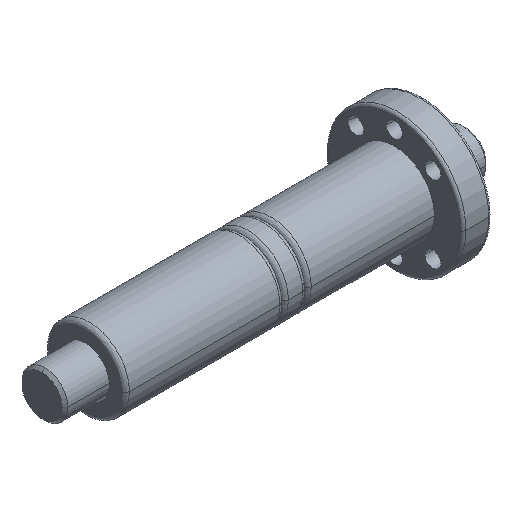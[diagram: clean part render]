
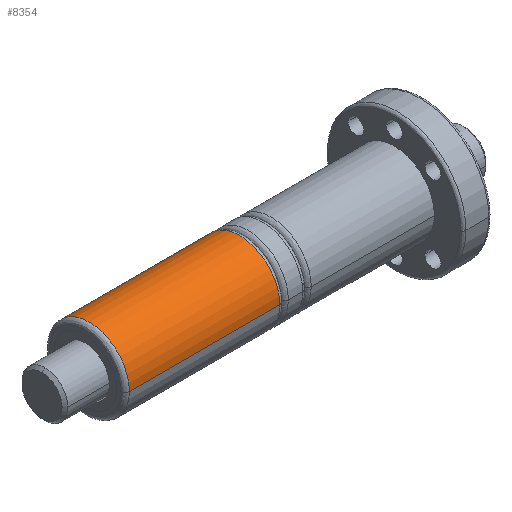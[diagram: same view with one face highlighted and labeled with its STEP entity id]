
A CAD part, isometric view. The second image highlights one B-rep face of the part: STEP entity #8354.
In plain terms, the highlighted cylindrical face has radius 14 mm (diameter 28 mm), a partial arc.
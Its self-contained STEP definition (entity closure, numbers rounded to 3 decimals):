
#1802 = CARTESIAN_POINT ( 'NONE',  ( -131.5, -14., 0. ) ) ;
#2200 = AXIS2_PLACEMENT_3D ( 'NONE', #9197, #4728, #2964 ) ;
#2540 = EDGE_CURVE ( 'NONE', #7539, #23877, #23951, .T. ) ;
#2964 = DIRECTION ( 'NONE',  ( 0., 1., 0. ) ) ;
#2997 = LINE ( 'NONE', #3603, #7529 ) ;
#3542 = VERTEX_POINT ( 'NONE', #22109 ) ;
#3603 = CARTESIAN_POINT ( 'NONE',  ( -148., 14., 0. ) ) ;
#4728 = DIRECTION ( 'NONE',  ( 1., 0., 0. ) ) ;
#5839 = CARTESIAN_POINT ( 'NONE',  ( -148., -14., 0. ) ) ;
#6600 = FACE_OUTER_BOUND ( 'NONE', #10471, .T. ) ;
#7092 = EDGE_CURVE ( 'NONE', #23877, #3542, #15671, .T. ) ;
#7312 = AXIS2_PLACEMENT_3D ( 'NONE', #23741, #12302, #14054 ) ;
#7529 = VECTOR ( 'NONE', #16918, 1000. ) ;
#7539 = VERTEX_POINT ( 'NONE', #16746 ) ;
#7659 = EDGE_CURVE ( 'NONE', #7539, #11083, #2997, .T. ) ;
#8354 = ADVANCED_FACE ( 'NONE', ( #6600 ), #16225, .T. ) ;
#8607 = ORIENTED_EDGE ( 'NONE', *, *, #7659, .F. ) ;
#9142 = DIRECTION ( 'NONE',  ( 0., 1., 0. ) ) ;
#9192 = ORIENTED_EDGE ( 'NONE', *, *, #7092, .T. ) ;
#9197 = CARTESIAN_POINT ( 'NONE',  ( -148., 0., 0. ) ) ;
#9353 = AXIS2_PLACEMENT_3D ( 'NONE', #9392, #16823, #9142 ) ;
#9392 = CARTESIAN_POINT ( 'NONE',  ( -131.5, 0., 0. ) ) ;
#9633 = DIRECTION ( 'NONE',  ( 1., 0., 0. ) ) ;
#10471 = EDGE_LOOP ( 'NONE', ( #18582, #9192, #12235, #8607 ) ) ;
#11083 = VERTEX_POINT ( 'NONE', #17821 ) ;
#12235 = ORIENTED_EDGE ( 'NONE', *, *, #24038, .T. ) ;
#12302 = DIRECTION ( 'NONE',  ( -1., 0., 0. ) ) ;
#13486 = CIRCLE ( 'NONE', #7312, 14. ) ;
#14054 = DIRECTION ( 'NONE',  ( 0., 1., 0. ) ) ;
#15671 = LINE ( 'NONE', #5839, #18097 ) ;
#16225 = CYLINDRICAL_SURFACE ( 'NONE', #2200, 14. ) ;
#16746 = CARTESIAN_POINT ( 'NONE',  ( -131.5, 14., 0. ) ) ;
#16823 = DIRECTION ( 'NONE',  ( 1., 0., 0. ) ) ;
#16918 = DIRECTION ( 'NONE',  ( 1., 0., 0. ) ) ;
#17821 = CARTESIAN_POINT ( 'NONE',  ( -79., 14., 0. ) ) ;
#18097 = VECTOR ( 'NONE', #9633, 1000. ) ;
#18582 = ORIENTED_EDGE ( 'NONE', *, *, #2540, .T. ) ;
#22109 = CARTESIAN_POINT ( 'NONE',  ( -79., -14., 0. ) ) ;
#23741 = CARTESIAN_POINT ( 'NONE',  ( -79., 0., 0. ) ) ;
#23877 = VERTEX_POINT ( 'NONE', #1802 ) ;
#23951 = CIRCLE ( 'NONE', #9353, 14. ) ;
#24038 = EDGE_CURVE ( 'NONE', #3542, #11083, #13486, .T. ) ;
